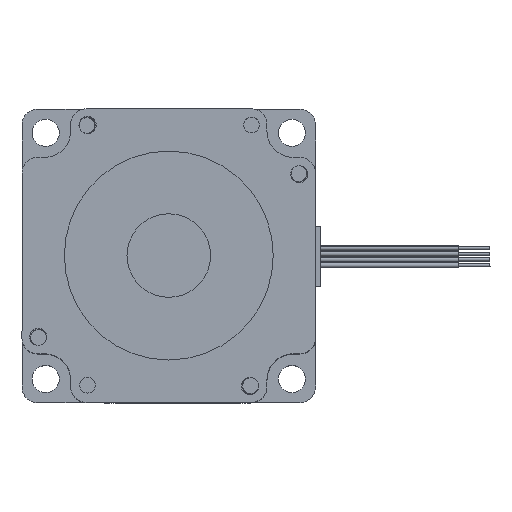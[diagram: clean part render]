
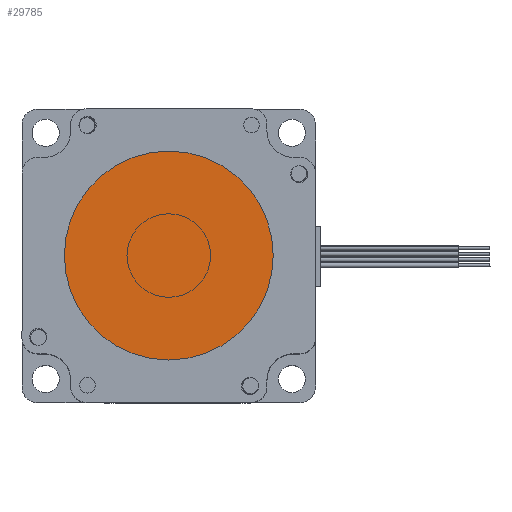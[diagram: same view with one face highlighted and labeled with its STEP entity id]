
A CAD part, top view. The second image highlights one B-rep face of the part: STEP entity #29785.
In plain terms, the highlighted face is planar.
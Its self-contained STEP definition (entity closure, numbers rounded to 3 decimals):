
#3115=FACE_OUTER_BOUND('',#4899,.T.);
#4899=EDGE_LOOP('',(#27379));
#11520=CIRCLE('',#33331,20.);
#14436=VERTEX_POINT('',#57107);
#18770=EDGE_CURVE('',#14436,#14436,#11520,.T.);
#27379=ORIENTED_EDGE('',*,*,#18770,.T.);
#28230=PLANE('',#33332);
#29785=ADVANCED_FACE('',(#3115),#28230,.F.);
#33331=AXIS2_PLACEMENT_3D('',#57108,#42726,#42727);
#33332=AXIS2_PLACEMENT_3D('',#57109,#42728,#42729);
#42726=DIRECTION('center_axis',(0.,0.,-1.));
#42727=DIRECTION('ref_axis',(-1.,0.,0.));
#42728=DIRECTION('center_axis',(0.,0.,1.));
#42729=DIRECTION('ref_axis',(1.,0.,0.));
#57107=CARTESIAN_POINT('',(20.,0.,0.));
#57108=CARTESIAN_POINT('Origin',(0.,0.,0.));
#57109=CARTESIAN_POINT('Origin',(0.,0.,
0.));
